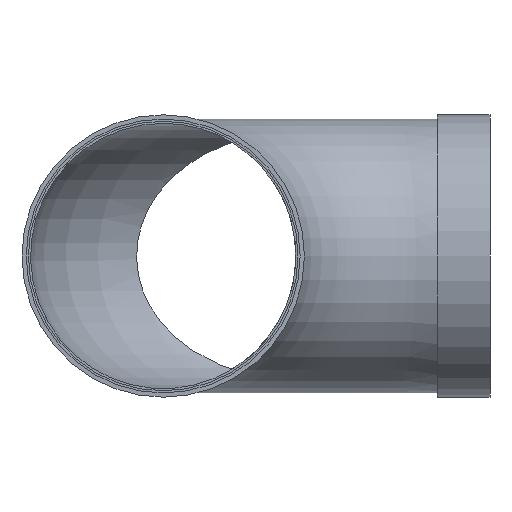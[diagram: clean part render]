
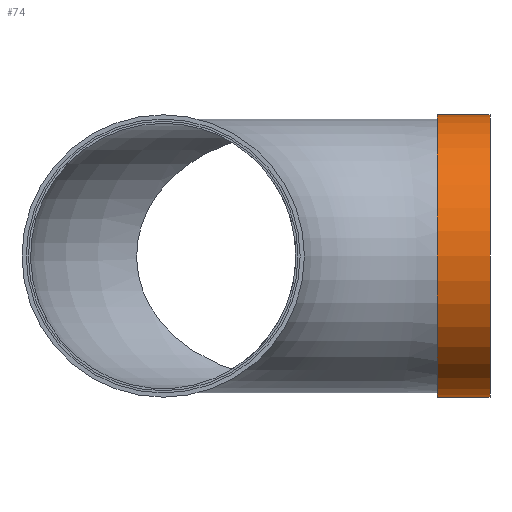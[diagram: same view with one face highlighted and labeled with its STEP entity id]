
A CAD part, left-side view. The second image highlights one B-rep face of the part: STEP entity #74.
In plain terms, the highlighted cylindrical face has radius 116 mm (diameter 232 mm), a full revolution.
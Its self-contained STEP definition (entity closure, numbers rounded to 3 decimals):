
#74 = ADVANCED_FACE( '', ( #155, #156 ), #157, .T. );
#155 = FACE_OUTER_BOUND( '', #261, .T. );
#156 = FACE_OUTER_BOUND( '', #262, .T. );
#157 = CYLINDRICAL_SURFACE( '', #263, 116. );
#261 = EDGE_LOOP( '', ( #360 ) );
#262 = EDGE_LOOP( '', ( #361 ) );
#263 = AXIS2_PLACEMENT_3D( '', #362, #363, #364 );
#360 = ORIENTED_EDGE( '', *, *, #502, .T. );
#361 = ORIENTED_EDGE( '', *, *, #503, .F. );
#362 = CARTESIAN_POINT( '', ( 0., 0., 0. ) );
#363 = DIRECTION( '', ( 0., 1., 0. ) );
#364 = DIRECTION( '', ( 0., 0., -1. ) );
#502 = EDGE_CURVE( '', #557, #557, #558, .T. );
#503 = EDGE_CURVE( '', #559, #559, #560, .T. );
#557 = VERTEX_POINT( '', #632 );
#558 = CIRCLE( '', #633, 116. );
#559 = VERTEX_POINT( '', #634 );
#560 = CIRCLE( '', #635, 116. );
#632 = CARTESIAN_POINT( '', ( 0., 43.5, -116. ) );
#633 = AXIS2_PLACEMENT_3D( '', #1695, #1696, #1697 );
#634 = CARTESIAN_POINT( '', ( 0., 0., -116. ) );
#635 = AXIS2_PLACEMENT_3D( '', #1698, #1699, #1700 );
#1695 = CARTESIAN_POINT( '', ( 0., 43.5, 0. ) );
#1696 = DIRECTION( '', ( 0., -1., 0. ) );
#1697 = DIRECTION( '', ( 0., 0., -1. ) );
#1698 = CARTESIAN_POINT( '', ( 0., 0., 0. ) );
#1699 = DIRECTION( '', ( 0., -1., 0. ) );
#1700 = DIRECTION( '', ( 0., 0., -1. ) );
